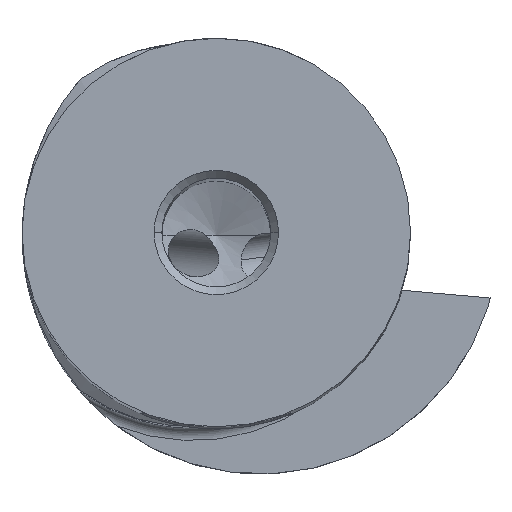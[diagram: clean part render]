
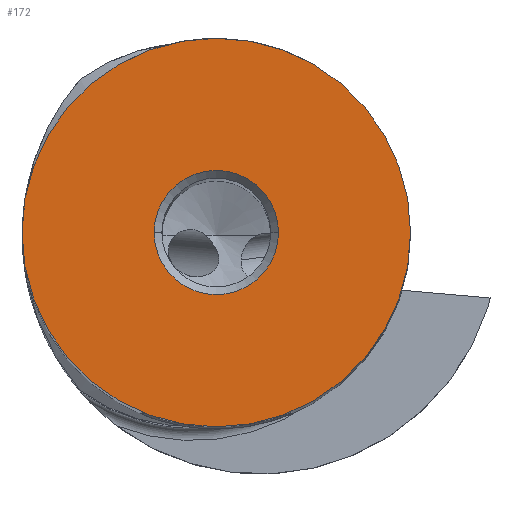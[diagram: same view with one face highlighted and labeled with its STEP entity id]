
A CAD part, top view. The second image highlights one B-rep face of the part: STEP entity #172.
In plain terms, the highlighted planar face has unit normal (0, 0, 1).
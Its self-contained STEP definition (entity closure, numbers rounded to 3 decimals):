
#59=FACE_BOUND('',#323,.T.);
#60=FACE_BOUND('',#324,.T.);
#82=PLANE('',#1342);
#172=ADVANCED_FACE('',(#59,#60),#82,.T.);
#323=EDGE_LOOP('',(#704,#705));
#324=EDGE_LOOP('',(#706,#707));
#704=ORIENTED_EDGE('',*,*,#1116,.F.);
#705=ORIENTED_EDGE('',*,*,#1110,.F.);
#706=ORIENTED_EDGE('',*,*,#1121,.F.);
#707=ORIENTED_EDGE('',*,*,#1122,.F.);
#961=VERTEX_POINT('',#2426);
#962=VERTEX_POINT('',#2428);
#971=VERTEX_POINT('',#2450);
#972=VERTEX_POINT('',#2451);
#1110=EDGE_CURVE('',#961,#962,#1229,.T.);
#1116=EDGE_CURVE('',#962,#961,#1230,.T.);
#1121=EDGE_CURVE('',#971,#972,#1231,.T.);
#1122=EDGE_CURVE('',#972,#971,#1232,.T.);
#1229=CIRCLE('',#1332,12.5);
#1230=CIRCLE('',#1336,12.5);
#1231=CIRCLE('',#1340,4.);
#1232=CIRCLE('',#1341,4.);
#1332=AXIS2_PLACEMENT_3D('',#2427,#1558,#1559);
#1336=AXIS2_PLACEMENT_3D('',#2439,#1569,#1570);
#1340=AXIS2_PLACEMENT_3D('',#2449,#1579,#1580);
#1341=AXIS2_PLACEMENT_3D('',#2452,#1581,#1582);
#1342=AXIS2_PLACEMENT_3D('',#2453,#1583,#1584);
#1558=DIRECTION('',(0.,0.,-1.));
#1559=DIRECTION('',(-1.,0.,0.));
#1569=DIRECTION('',(0.,0.,-1.));
#1570=DIRECTION('',(1.,0.,0.));
#1579=DIRECTION('',(0.,0.,1.));
#1580=DIRECTION('',(1.,0.,0.));
#1581=DIRECTION('',(0.,0.,1.));
#1582=DIRECTION('',(-1.,0.,0.));
#1583=DIRECTION('',(0.,0.,1.));
#1584=DIRECTION('',(-1.,0.,0.));
#2426=CARTESIAN_POINT('',(-12.5,0.,0.));
#2427=CARTESIAN_POINT('',(0.,0.,0.));
#2428=CARTESIAN_POINT('',(12.5,0.,0.));
#2439=CARTESIAN_POINT('',(0.,0.,0.));
#2449=CARTESIAN_POINT('',(0.,0.,0.));
#2450=CARTESIAN_POINT('',(4.,0.,0.));
#2451=CARTESIAN_POINT('',(-4.,0.,0.));
#2452=CARTESIAN_POINT('',(0.,0.,0.));
#2453=CARTESIAN_POINT('',(0.,0.,0.));
